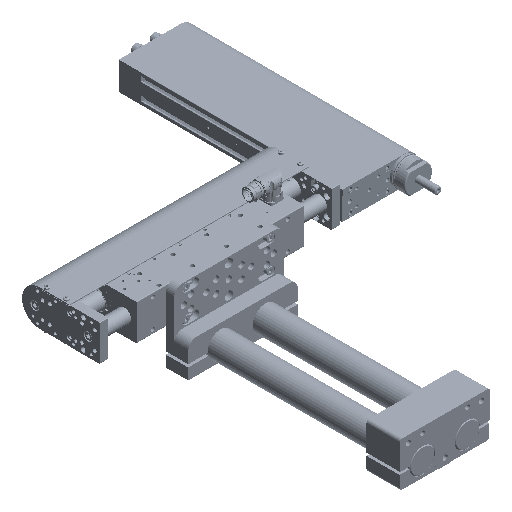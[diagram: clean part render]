
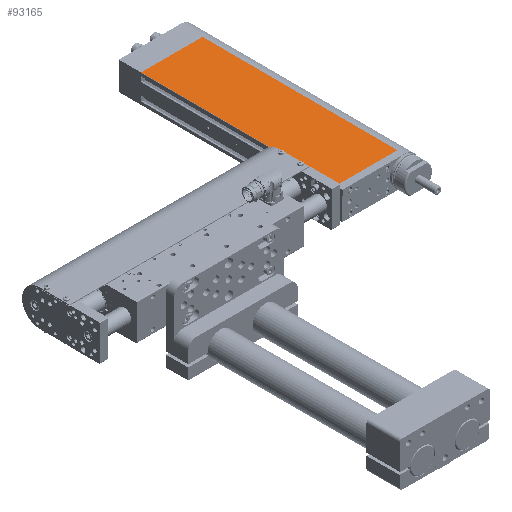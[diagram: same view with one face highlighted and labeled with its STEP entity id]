
A CAD part, isometric view. The second image highlights one B-rep face of the part: STEP entity #93165.
In plain terms, the highlighted face is planar.
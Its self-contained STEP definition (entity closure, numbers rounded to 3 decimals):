
#7171 = EDGE_CURVE ( 'NONE', #102960, #268304, #121033, .T. ) ;
#19927 = CARTESIAN_POINT ( 'NONE',  ( -67.5, 25., 347. ) ) ;
#24416 = DIRECTION ( 'NONE',  ( 1., 0., 0. ) ) ;
#34509 = CARTESIAN_POINT ( 'NONE',  ( -67.5, 25., 347. ) ) ;
#44756 = VECTOR ( 'NONE', #287903, 1000. ) ;
#62369 = CARTESIAN_POINT ( 'NONE',  ( 67., 25., 347. ) ) ;
#63494 = VECTOR ( 'NONE', #282108, 1000. ) ;
#66217 = DIRECTION ( 'NONE',  ( 0., 0., 1. ) ) ;
#76570 = ORIENTED_EDGE ( 'NONE', *, *, #256605, .T. ) ;
#88901 = LINE ( 'NONE', #163251, #183169 ) ;
#91065 = FACE_OUTER_BOUND ( 'NONE', #132587, .T. ) ;
#93165 = ADVANCED_FACE ( 'NONE', ( #91065 ), #94058, .F. ) ;
#93783 = CARTESIAN_POINT ( 'NONE',  ( -42.5, 25., 0. ) ) ;
#94058 = PLANE ( 'NONE',  #299848 ) ;
#96880 = LINE ( 'NONE', #189475, #63494 ) ;
#102960 = VERTEX_POINT ( 'NONE', #128130 ) ;
#121033 = LINE ( 'NONE', #283418, #205526 ) ;
#128130 = CARTESIAN_POINT ( 'NONE',  ( 67., 25., 0. ) ) ;
#132587 = EDGE_LOOP ( 'NONE', ( #208741, #262620, #227417, #76570 ) ) ;
#148523 = EDGE_CURVE ( 'NONE', #222675, #282948, #198260, .T. ) ;
#163251 = CARTESIAN_POINT ( 'NONE',  ( -42.5, 25., 347. ) ) ;
#183169 = VECTOR ( 'NONE', #66217, 1000. ) ;
#186329 = DIRECTION ( 'NONE',  ( -1., 0., 0. ) ) ;
#189475 = CARTESIAN_POINT ( 'NONE',  ( 67., 25., 347. ) ) ;
#198260 = LINE ( 'NONE', #34509, #44756 ) ;
#205526 = VECTOR ( 'NONE', #186329, 1000. ) ;
#208741 = ORIENTED_EDGE ( 'NONE', *, *, #148523, .F. ) ;
#222675 = VERTEX_POINT ( 'NONE', #62369 ) ;
#227417 = ORIENTED_EDGE ( 'NONE', *, *, #7171, .T. ) ;
#232217 = DIRECTION ( 'NONE',  ( 0., -1., 0. ) ) ;
#256605 = EDGE_CURVE ( 'NONE', #268304, #282948, #88901, .T. ) ;
#262620 = ORIENTED_EDGE ( 'NONE', *, *, #273112, .T. ) ;
#268304 = VERTEX_POINT ( 'NONE', #93783 ) ;
#273112 = EDGE_CURVE ( 'NONE', #222675, #102960, #96880, .T. ) ;
#275361 = CARTESIAN_POINT ( 'NONE',  ( -42.5, 25., 347. ) ) ;
#282108 = DIRECTION ( 'NONE',  ( 0., 0., -1. ) ) ;
#282948 = VERTEX_POINT ( 'NONE', #275361 ) ;
#283418 = CARTESIAN_POINT ( 'NONE',  ( -67.5, 25., 0. ) ) ;
#287903 = DIRECTION ( 'NONE',  ( -1., 0., 0. ) ) ;
#299848 = AXIS2_PLACEMENT_3D ( 'NONE', #19927, #232217, #24416 ) ;
